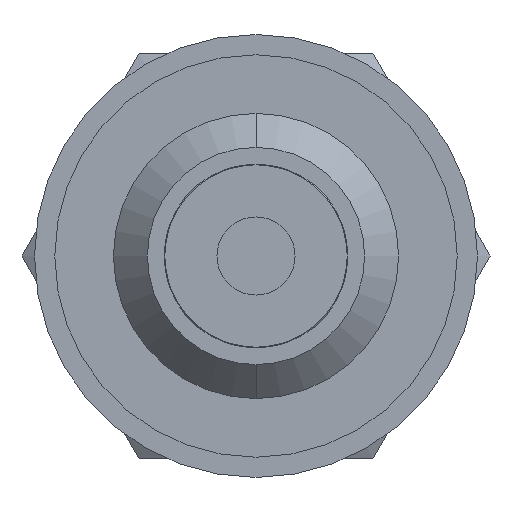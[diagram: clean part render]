
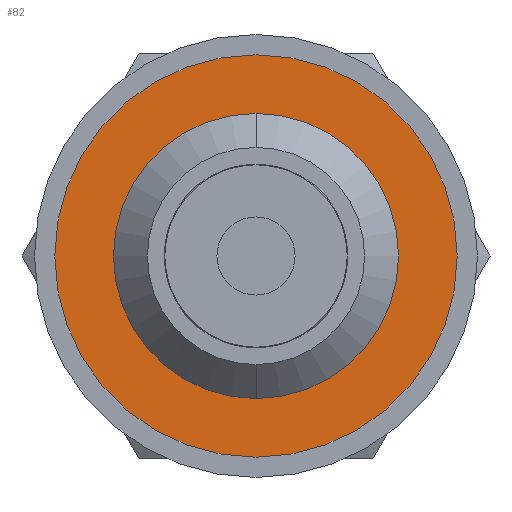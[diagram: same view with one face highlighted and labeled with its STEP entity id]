
A CAD part, front view. The second image highlights one B-rep face of the part: STEP entity #82.
In plain terms, the highlighted planar face has unit normal (0, -1, 0).
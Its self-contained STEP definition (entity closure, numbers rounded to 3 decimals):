
#27 = EDGE_CURVE ( 'NONE', #196, #353, #532, .T. ) ;
#47 = VERTEX_POINT ( 'NONE', #428 ) ;
#54 = EDGE_CURVE ( 'NONE', #55, #47, #420, .T. ) ;
#55 = VERTEX_POINT ( 'NONE', #412 ) ;
#82 = ADVANCED_FACE ( 'NONE', ( #662, #795 ), #794, .T. ) ;
#196 = VERTEX_POINT ( 'NONE', #853 ) ;
#230 = EDGE_CURVE ( 'NONE', #353, #196, #832, .T. ) ;
#253 = EDGE_LOOP ( 'NONE', ( #333, #267 ) ) ;
#267 = ORIENTED_EDGE ( 'NONE', *, *, #230, .F. ) ;
#268 = EDGE_LOOP ( 'NONE', ( #288, #332 ) ) ;
#288 = ORIENTED_EDGE ( 'NONE', *, *, #54, .T. ) ;
#331 = EDGE_CURVE ( 'NONE', #47, #55, #1182, .T. ) ;
#332 = ORIENTED_EDGE ( 'NONE', *, *, #331, .T. ) ;
#333 = ORIENTED_EDGE ( 'NONE', *, *, #27, .F. ) ;
#353 = VERTEX_POINT ( 'NONE', #1147 ) ;
#412 = CARTESIAN_POINT ( 'NONE',  ( 0., 5.2, -6.95 ) ) ;
#413 = DIRECTION ( 'NONE',  ( 0., 0., -1. ) ) ;
#414 = DIRECTION ( 'NONE',  ( 0., -1., 0. ) ) ;
#415 = CARTESIAN_POINT ( 'NONE',  ( 0., 5.2, 0. ) ) ;
#416 = AXIS2_PLACEMENT_3D ( 'NONE', #415, #414, #413 ) ;
#420 = CIRCLE ( 'NONE', #416, 6.95 ) ;
#428 = CARTESIAN_POINT ( 'NONE',  ( 0., 5.2, 6.95 ) ) ;
#496 = DIRECTION ( 'NONE',  ( 0., 0., -1. ) ) ;
#497 = DIRECTION ( 'NONE',  ( 0., -1., 0. ) ) ;
#498 = CARTESIAN_POINT ( 'NONE',  ( 0., 5.2, 0. ) ) ;
#499 = AXIS2_PLACEMENT_3D ( 'NONE', #498, #497, #496 ) ;
#532 = CIRCLE ( 'NONE', #499, 4.925 ) ;
#612 = DIRECTION ( 'NONE',  ( 0., 0., -1. ) ) ;
#613 = DIRECTION ( 'NONE',  ( 0., -1., 0. ) ) ;
#614 = CARTESIAN_POINT ( 'NONE',  ( 3.75, 5.2, 0. ) ) ;
#662 = FACE_BOUND ( 'NONE', #253, .T. ) ;
#756 = AXIS2_PLACEMENT_3D ( 'NONE', #614, #613, #612 ) ;
#794 = PLANE ( 'NONE',  #756 ) ;
#795 = FACE_OUTER_BOUND ( 'NONE', #268, .T. ) ;
#828 = DIRECTION ( 'NONE',  ( 0., 0., -1. ) ) ;
#829 = DIRECTION ( 'NONE',  ( 0., -1., 0. ) ) ;
#830 = CARTESIAN_POINT ( 'NONE',  ( 0., 5.2, 0. ) ) ;
#831 = AXIS2_PLACEMENT_3D ( 'NONE', #830, #829, #828 ) ;
#832 = CIRCLE ( 'NONE', #831, 4.925 ) ;
#853 = CARTESIAN_POINT ( 'NONE',  ( 0., 5.2, -4.925 ) ) ;
#1102 = CARTESIAN_POINT ( 'NONE',  ( 0., 5.2, 0. ) ) ;
#1120 = DIRECTION ( 'NONE',  ( 0., 0., -1. ) ) ;
#1147 = CARTESIAN_POINT ( 'NONE',  ( 0., 5.2, 4.925 ) ) ;
#1181 = AXIS2_PLACEMENT_3D ( 'NONE', #1102, #1184, #1120 ) ;
#1182 = CIRCLE ( 'NONE', #1181, 6.95 ) ;
#1184 = DIRECTION ( 'NONE',  ( 0., -1., 0. ) ) ;
